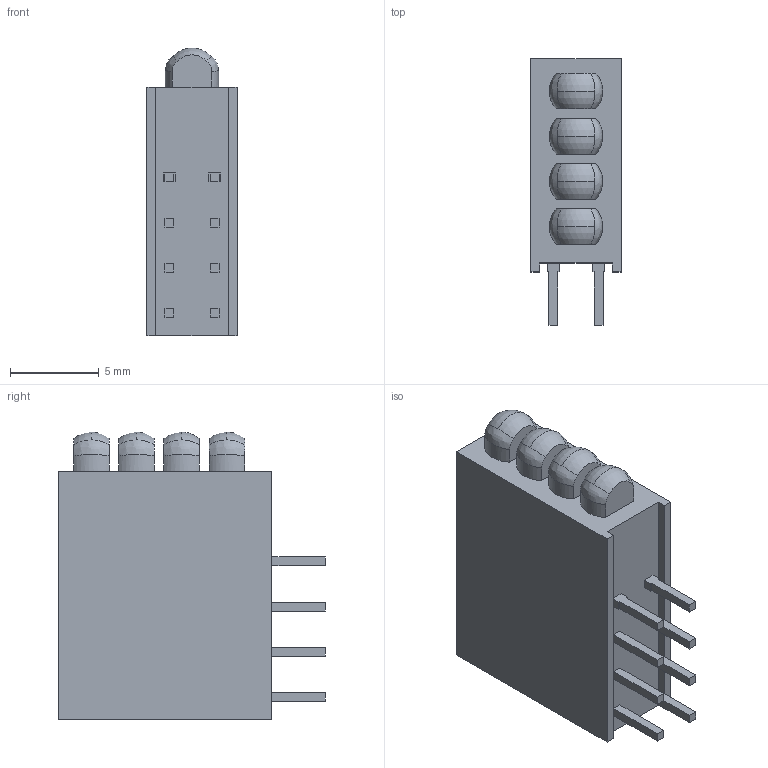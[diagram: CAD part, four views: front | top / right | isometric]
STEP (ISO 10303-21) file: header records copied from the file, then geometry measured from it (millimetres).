
FILE_DESCRIPTION (( 'STEP AP214' ), '1' );
FILE_NAME ('XVX4Sxx91D.STEP', '2015-09-11T17:52:35', ( '' ), ( '' ), 'SwSTEP 2.0', 'SolidWorks 2012', '' );
FILE_SCHEMA (( 'AUTOMOTIVE_DESIGN' ));
Length unit declared in the file: millimetre
Products named in the file (1): XVX4Sxx91D
Bounding box: 5.08 x 15 x 16.2 mm (x, y, z)
Volume: 872 mm3; surface area: 723.5 mm2
Topology: 1 solids, 1 shells, 318 faces, 856 edges, 572 vertices
Faces by surface type: plane 191, bspline 107, cylinder 12, sphere 8
Entity records: 14920 total; most frequent: CARTESIAN_POINT 7666, ORIENTED_EDGE 1712, DIRECTION 1066, EDGE_CURVE 856, VECTOR 586, LINE 586, VERTEX_POINT 572, EDGE_LOOP 350
